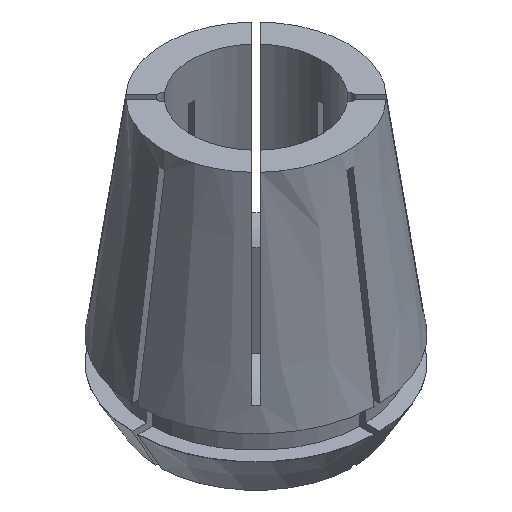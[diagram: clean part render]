
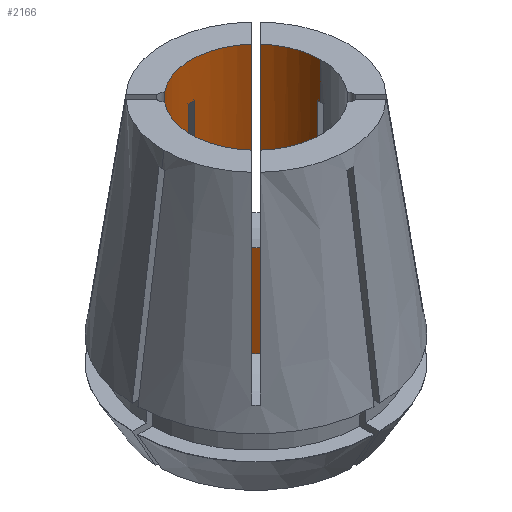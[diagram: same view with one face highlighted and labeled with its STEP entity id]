
A CAD part, isometric view. The second image highlights one B-rep face of the part: STEP entity #2166.
In plain terms, the highlighted cylindrical face has radius 11 mm (diameter 22 mm), a partial arc.
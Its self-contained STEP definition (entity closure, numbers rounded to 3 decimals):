
#28 = LINE ( 'NONE', #741, #2155 ) ;
#34 = CIRCLE ( 'NONE', #408, 11. ) ;
#50 = AXIS2_PLACEMENT_3D ( 'NONE', #1271, #1680, #2206 ) ;
#71 = EDGE_CURVE ( 'NONE', #746, #1109, #392, .T. ) ;
#78 = ORIENTED_EDGE ( 'NONE', *, *, #679, .F. ) ;
#101 = VERTEX_POINT ( 'NONE', #1575 ) ;
#111 = CIRCLE ( 'NONE', #706, 11. ) ;
#114 = EDGE_CURVE ( 'NONE', #1109, #2087, #28, .T. ) ;
#125 = EDGE_CURVE ( 'NONE', #1338, #1371, #111, .T. ) ;
#127 = CARTESIAN_POINT ( 'NONE',  ( 7.417, 8.124, 0. ) ) ;
#139 = VECTOR ( 'NONE', #484, 1000. ) ;
#223 = EDGE_CURVE ( 'NONE', #2139, #819, #1642, .T. ) ;
#227 = AXIS2_PLACEMENT_3D ( 'NONE', #626, #1608, #988 ) ;
#229 = VECTOR ( 'NONE', #1513, 1000. ) ;
#258 = CARTESIAN_POINT ( 'NONE',  ( 7.782, 7.78, -29.864 ) ) ;
#268 = ORIENTED_EDGE ( 'NONE', *, *, #1813, .F. ) ;
#314 = DIRECTION ( 'NONE',  ( 0., 0., -1. ) ) ;
#337 = CARTESIAN_POINT ( 'NONE',  ( 0., 0., -46. ) ) ;
#358 = CARTESIAN_POINT ( 'NONE',  ( 10.989, 0.5, -6.275 ) ) ;
#364 = CARTESIAN_POINT ( 'NONE',  ( -0.5, 10.989, -6.275 ) ) ;
#386 = VECTOR ( 'NONE', #1316, 1000. ) ;
#392 = CIRCLE ( 'NONE', #227, 11. ) ;
#408 = AXIS2_PLACEMENT_3D ( 'NONE', #646, #709, #720 ) ;
#432 = CARTESIAN_POINT ( 'NONE',  ( 10.989, 0.5, 0. ) ) ;
#457 = B_SPLINE_CURVE_WITH_KNOTS ( 'NONE', 3,
 ( #1411, #1341, #1310, #1303, #1288 ),
 .UNSPECIFIED., .F., .F.,
 ( 4, 1, 4 ),
 ( 0.073, 0.074, 0.074 ),
 .UNSPECIFIED. ) ;
#478 = CARTESIAN_POINT ( 'NONE',  ( 8.124, 7.417, 0. ) ) ;
#484 = DIRECTION ( 'NONE',  ( 0., 0., -1. ) ) ;
#500 = CARTESIAN_POINT ( 'NONE',  ( 8.124, 7.417, 0. ) ) ;
#609 = EDGE_LOOP ( 'NONE', ( #268, #881, #1309, #1929, #78, #837, #1537, #1336, #1150, #2195, #2027, #2173, #1445, #2207 ) ) ;
#626 = CARTESIAN_POINT ( 'NONE',  ( 0., 0., 0. ) ) ;
#645 = DIRECTION ( 'NONE',  ( 0., 0., 1. ) ) ;
#646 = CARTESIAN_POINT ( 'NONE',  ( 0., 0., -46. ) ) ;
#648 = VERTEX_POINT ( 'NONE', #697 ) ;
#679 = EDGE_CURVE ( 'NONE', #101, #1997, #1712, .T. ) ;
#697 = CARTESIAN_POINT ( 'NONE',  ( 11., 0., -6.265 ) ) ;
#706 = AXIS2_PLACEMENT_3D ( 'NONE', #337, #645, #1466 ) ;
#707 = CARTESIAN_POINT ( 'NONE',  ( -0.5, 10.989, 0. ) ) ;
#709 = DIRECTION ( 'NONE',  ( 0., 0., 1. ) ) ;
#720 = DIRECTION ( 'NONE',  ( 1., 0., 0. ) ) ;
#725 = LINE ( 'NONE', #478, #1011 ) ;
#741 = CARTESIAN_POINT ( 'NONE',  ( -7.04, 8.452, -23. ) ) ;
#746 = VERTEX_POINT ( 'NONE', #127 ) ;
#816 = VERTEX_POINT ( 'NONE', #358 ) ;
#819 = VERTEX_POINT ( 'NONE', #364 ) ;
#837 = ORIENTED_EDGE ( 'NONE', *, *, #1675, .F. ) ;
#841 = CARTESIAN_POINT ( 'NONE',  ( 7.417, 8.124, 0. ) ) ;
#850 = B_SPLINE_CURVE_WITH_KNOTS ( 'NONE', 3,
 ( #1578, #1451, #892, #1119 ),
 .UNSPECIFIED., .F., .F.,
 ( 4, 4 ),
 ( 0., 0.001 ),
 .UNSPECIFIED. ) ;
#881 = ORIENTED_EDGE ( 'NONE', *, *, #1161, .T. ) ;
#892 = CARTESIAN_POINT ( 'NONE',  ( -0.167, 11.004, -6.262 ) ) ;
#895 = VECTOR ( 'NONE', #1426, 1000. ) ;
#899 = CARTESIAN_POINT ( 'NONE',  ( -7.04, 8.452, 0. ) ) ;
#908 = AXIS2_PLACEMENT_3D ( 'NONE', #1693, #1700, #1679 ) ;
#924 = CARTESIAN_POINT ( 'NONE',  ( 8.124, 7.417, -29.858 ) ) ;
#937 = CARTESIAN_POINT ( 'NONE',  ( -7.04, 8.452, -46. ) ) ;
#971 = CARTESIAN_POINT ( 'NONE',  ( 11., 0., 0. ) ) ;
#988 = DIRECTION ( 'NONE',  ( 1., 0., 0. ) ) ;
#990 = EDGE_CURVE ( 'NONE', #1245, #1958, #1590, .T. ) ;
#1011 = VECTOR ( 'NONE', #1663, 1000. ) ;
#1041 = VERTEX_POINT ( 'NONE', #1400 ) ;
#1109 = VERTEX_POINT ( 'NONE', #899 ) ;
#1119 = CARTESIAN_POINT ( 'NONE',  ( -0.5, 10.989, -6.275 ) ) ;
#1147 = EDGE_CURVE ( 'NONE', #2139, #2087, #34, .T. ) ;
#1150 = ORIENTED_EDGE ( 'NONE', *, *, #1147, .F. ) ;
#1161 = EDGE_CURVE ( 'NONE', #648, #1245, #1347, .T. ) ;
#1240 = LINE ( 'NONE', #1840, #229 ) ;
#1245 = VERTEX_POINT ( 'NONE', #2045 ) ;
#1271 = CARTESIAN_POINT ( 'NONE',  ( 0., 0., 0. ) ) ;
#1288 = CARTESIAN_POINT ( 'NONE',  ( 10.989, 0.5, -6.275 ) ) ;
#1303 = CARTESIAN_POINT ( 'NONE',  ( 10.992, 0.417, -6.272 ) ) ;
#1309 = ORIENTED_EDGE ( 'NONE', *, *, #990, .T. ) ;
#1310 = CARTESIAN_POINT ( 'NONE',  ( 10.998, 0.25, -6.267 ) ) ;
#1314 = EDGE_CURVE ( 'NONE', #1041, #819, #850, .T. ) ;
#1316 = DIRECTION ( 'NONE',  ( 0., 0., -1. ) ) ;
#1336 = ORIENTED_EDGE ( 'NONE', *, *, #114, .T. ) ;
#1338 = VERTEX_POINT ( 'NONE', #1973 ) ;
#1341 = CARTESIAN_POINT ( 'NONE',  ( 11., 0.083, -6.265 ) ) ;
#1347 = LINE ( 'NONE', #971, #895 ) ;
#1371 = VERTEX_POINT ( 'NONE', #2049 ) ;
#1400 = CARTESIAN_POINT ( 'NONE',  ( 0.5, 10.989, -6.275 ) ) ;
#1411 = CARTESIAN_POINT ( 'NONE',  ( 11., 0., -6.265 ) ) ;
#1426 = DIRECTION ( 'NONE',  ( 0., 0., 1. ) ) ;
#1445 = ORIENTED_EDGE ( 'NONE', *, *, #125, .F. ) ;
#1451 = CARTESIAN_POINT ( 'NONE',  ( 0.167, 11.004, -6.262 ) ) ;
#1466 = DIRECTION ( 'NONE',  ( 1., 0., 0. ) ) ;
#1495 = LINE ( 'NONE', #841, #139 ) ;
#1496 = CARTESIAN_POINT ( 'NONE',  ( 8.124, 7.417, -29.858 ) ) ;
#1513 = DIRECTION ( 'NONE',  ( 0., 0., 1. ) ) ;
#1537 = ORIENTED_EDGE ( 'NONE', *, *, #71, .T. ) ;
#1575 = CARTESIAN_POINT ( 'NONE',  ( 7.417, 8.124, -29.858 ) ) ;
#1578 = CARTESIAN_POINT ( 'NONE',  ( 0.5, 10.989, -6.275 ) ) ;
#1585 = VECTOR ( 'NONE', #2015, 1000. ) ;
#1590 = CIRCLE ( 'NONE', #908, 11. ) ;
#1608 = DIRECTION ( 'NONE',  ( 0., 0., 1. ) ) ;
#1632 = FACE_OUTER_BOUND ( 'NONE', #609, .T. ) ;
#1642 = LINE ( 'NONE', #707, #1585 ) ;
#1645 = CARTESIAN_POINT ( 'NONE',  ( -0.5, 10.989, -46. ) ) ;
#1663 = DIRECTION ( 'NONE',  ( 0., 0., -1. ) ) ;
#1675 = EDGE_CURVE ( 'NONE', #746, #101, #1495, .T. ) ;
#1679 = DIRECTION ( 'NONE',  ( 1., 0., 0. ) ) ;
#1680 = DIRECTION ( 'NONE',  ( 0., 0., 1. ) ) ;
#1690 = CARTESIAN_POINT ( 'NONE',  ( 7.54, 8.011, -29.861 ) ) ;
#1693 = CARTESIAN_POINT ( 'NONE',  ( 0., 0., 0. ) ) ;
#1700 = DIRECTION ( 'NONE',  ( 0., 0., 1. ) ) ;
#1712 = B_SPLINE_CURVE_WITH_KNOTS ( 'NONE', 3,
 ( #1867, #1690, #258, #1932, #924 ),
 .UNSPECIFIED., .F., .F.,
 ( 4, 1, 4 ),
 ( 0.111, 0.111, 0.112 ),
 .UNSPECIFIED. ) ;
#1781 = LINE ( 'NONE', #432, #386 ) ;
#1813 = EDGE_CURVE ( 'NONE', #648, #816, #457, .T. ) ;
#1836 = EDGE_CURVE ( 'NONE', #816, #1338, #1781, .T. ) ;
#1840 = CARTESIAN_POINT ( 'NONE',  ( 0.5, 10.989, 0. ) ) ;
#1867 = CARTESIAN_POINT ( 'NONE',  ( 7.417, 8.124, -29.858 ) ) ;
#1929 = ORIENTED_EDGE ( 'NONE', *, *, #2020, .T. ) ;
#1932 = CARTESIAN_POINT ( 'NONE',  ( 8.012, 7.539, -29.861 ) ) ;
#1958 = VERTEX_POINT ( 'NONE', #500 ) ;
#1973 = CARTESIAN_POINT ( 'NONE',  ( 10.989, 0.5, -46. ) ) ;
#1997 = VERTEX_POINT ( 'NONE', #1496 ) ;
#2015 = DIRECTION ( 'NONE',  ( 0., 0., 1. ) ) ;
#2020 = EDGE_CURVE ( 'NONE', #1958, #1997, #725, .T. ) ;
#2027 = ORIENTED_EDGE ( 'NONE', *, *, #1314, .F. ) ;
#2045 = CARTESIAN_POINT ( 'NONE',  ( 11., 0., 0. ) ) ;
#2049 = CARTESIAN_POINT ( 'NONE',  ( 0.5, 10.989, -46. ) ) ;
#2052 = CYLINDRICAL_SURFACE ( 'NONE', #50, 11. ) ;
#2087 = VERTEX_POINT ( 'NONE', #937 ) ;
#2139 = VERTEX_POINT ( 'NONE', #1645 ) ;
#2155 = VECTOR ( 'NONE', #314, 1000. ) ;
#2166 = ADVANCED_FACE ( 'NONE', ( #1632 ), #2052, .F. ) ;
#2173 = ORIENTED_EDGE ( 'NONE', *, *, #2197, .F. ) ;
#2195 = ORIENTED_EDGE ( 'NONE', *, *, #223, .T. ) ;
#2197 = EDGE_CURVE ( 'NONE', #1371, #1041, #1240, .T. ) ;
#2206 = DIRECTION ( 'NONE',  ( 1., 0., 0. ) ) ;
#2207 = ORIENTED_EDGE ( 'NONE', *, *, #1836, .F. ) ;
